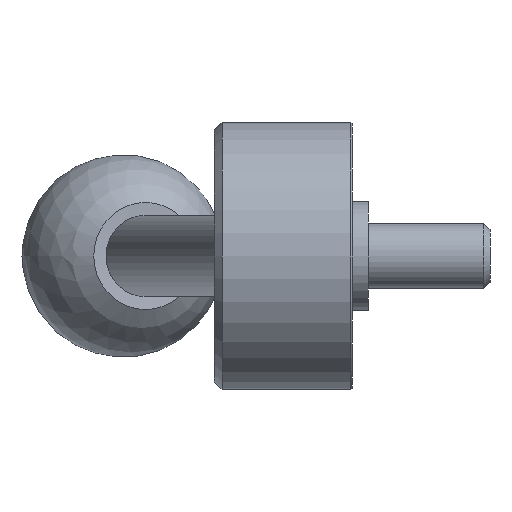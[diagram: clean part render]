
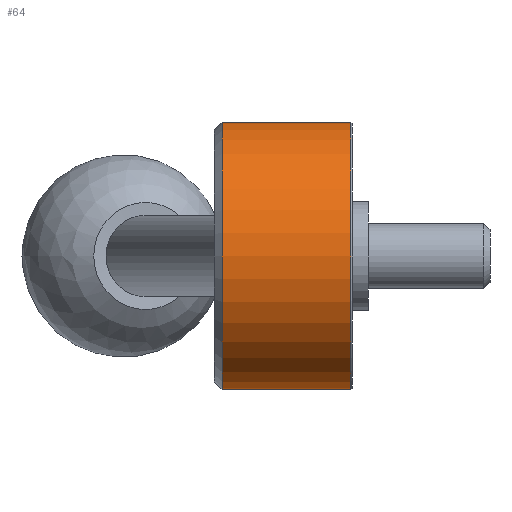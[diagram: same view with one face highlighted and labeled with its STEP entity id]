
A CAD part, left-side view. The second image highlights one B-rep face of the part: STEP entity #64.
In plain terms, the highlighted cylindrical face has radius 16.5 mm (diameter 33 mm), a full revolution.
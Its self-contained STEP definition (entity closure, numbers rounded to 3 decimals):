
#64 = ADVANCED_FACE( '', ( #133, #134, #135 ), #136, .T. );
#133 = FACE_OUTER_BOUND( '', #201, .T. );
#134 = FACE_BOUND( '', #202, .T. );
#135 = FACE_OUTER_BOUND( '', #203, .T. );
#136 = CYLINDRICAL_SURFACE( '', #204, 16.5 );
#201 = EDGE_LOOP( '', ( #293 ) );
#202 = EDGE_LOOP( '', ( #294 ) );
#203 = EDGE_LOOP( '', ( #295 ) );
#204 = AXIS2_PLACEMENT_3D( '', #296, #297, #298 );
#293 = ORIENTED_EDGE( '', *, *, #324, .F. );
#294 = ORIENTED_EDGE( '', *, *, #321, .F. );
#295 = ORIENTED_EDGE( '', *, *, #331, .T. );
#296 = CARTESIAN_POINT( '', ( 0., -15., 0. ) );
#297 = DIRECTION( '', ( 0., 1., 0. ) );
#298 = DIRECTION( '', ( 0., 0., -1. ) );
#321 = EDGE_CURVE( '', #358, #358, #359, .T. );
#324 = EDGE_CURVE( '', #363, #363, #364, .T. );
#331 = EDGE_CURVE( '', #373, #373, #374, .T. );
#358 = VERTEX_POINT( '', #436 );
#359 = B_SPLINE_CURVE_WITH_KNOTS( '', 3, ( #437, #438, #439, #440, #441, #442, #443, #444, #445, #446, #447, #448, #449, #450, #451, #452, #453, #454, #455, #456, #457, #458, #459, #460, #461, #462, #463, #464, #465, #466, #467, #468, #469, #470, #471, #472, #473, #474, #475, #476, #477, #478, #479, #480, #481, #482, #483, #484, #485, #486, #487, #488, #489, #490, #491, #492, #493, #494, #495, #496, #497, #498, #499, #500, #501, #502, #503, #504, #505, #506, #507, #508 ), .UNSPECIFIED., .T., .F., ( 2, 2, 2, 2, 2, 2, 2, 2, 2, 2, 2, 2, 2, 2, 2, 2, 2, 2, 2, 2, 2, 2, 2, 2, 2, 2, 2, 2, 2, 2, 2, 2, 2, 2, 2, 2, 2, 2 ), ( -0.001, 0., 0.001, 0.002, 0.003, 0.004, 0.005, 0.006, 0.006, 0.007, 0.008, 0.009, 0.01, 0.011, 0.012, 0.013, 0.014, 0.015, 0.015, 0.016, 0.017, 0.018, 0.019, 0.02, 0.021, 0.022, 0.023, 0.023, 0.024, 0.025, 0.026, 0.027, 0.028, 0.028, 0.029, 0.03, 0.031, 0.032 ), .UNSPECIFIED. );
#363 = VERTEX_POINT( '', #512 );
#364 = CIRCLE( '', #513, 16.5 );
#373 = VERTEX_POINT( '', #522 );
#374 = CIRCLE( '', #523, 16.5 );
#436 = CARTESIAN_POINT( '', ( 15.724, 12., -5. ) );
#437 = CARTESIAN_POINT( '', ( 15.724, 11.668, -5. ) );
#438 = CARTESIAN_POINT( '', ( 15.724, 12.332, -5. ) );
#439 = CARTESIAN_POINT( '', ( 15.735, 12.659, -4.967 ) );
#440 = CARTESIAN_POINT( '', ( 15.775, 13.301, -4.839 ) );
#441 = CARTESIAN_POINT( '', ( 15.804, 13.619, -4.742 ) );
#442 = CARTESIAN_POINT( '', ( 15.878, 14.224, -4.49 ) );
#443 = CARTESIAN_POINT( '', ( 15.921, 14.51, -4.337 ) );
#444 = CARTESIAN_POINT( '', ( 16.015, 15.052, -3.974 ) );
#445 = CARTESIAN_POINT( '', ( 16.067, 15.307, -3.764 ) );
#446 = CARTESIAN_POINT( '', ( 16.167, 15.765, -3.306 ) );
#447 = CARTESIAN_POINT( '', ( 16.217, 15.971, -3.056 ) );
#448 = CARTESIAN_POINT( '', ( 16.31, 16.337, -2.51 ) );
#449 = CARTESIAN_POINT( '', ( 16.353, 16.491, -2.222 ) );
#450 = CARTESIAN_POINT( '', ( 16.405, 16.679, -1.771 ) );
#451 = CARTESIAN_POINT( '', ( 16.421, 16.734, -1.618 ) );
#452 = CARTESIAN_POINT( '', ( 16.449, 16.83, -1.304 ) );
#453 = CARTESIAN_POINT( '', ( 16.461, 16.871, -1.142 ) );
#454 = CARTESIAN_POINT( '', ( 16.49, 16.968, -0.657 ) );
#455 = CARTESIAN_POINT( '', ( 16.5, 17., -0.332 ) );
#456 = CARTESIAN_POINT( '', ( 16.5, 17., 0.325 ) );
#457 = CARTESIAN_POINT( '', ( 16.49, 16.967, 0.659 ) );
#458 = CARTESIAN_POINT( '', ( 16.452, 16.839, 1.301 ) );
#459 = CARTESIAN_POINT( '', ( 16.424, 16.744, 1.614 ) );
#460 = CARTESIAN_POINT( '', ( 16.353, 16.491, 2.222 ) );
#461 = CARTESIAN_POINT( '', ( 16.31, 16.336, 2.512 ) );
#462 = CARTESIAN_POINT( '', ( 16.218, 15.974, 3.051 ) );
#463 = CARTESIAN_POINT( '', ( 16.167, 15.766, 3.306 ) );
#464 = CARTESIAN_POINT( '', ( 16.066, 15.304, 3.767 ) );
#465 = CARTESIAN_POINT( '', ( 16.016, 15.054, 3.972 ) );
#466 = CARTESIAN_POINT( '', ( 15.922, 14.514, 4.334 ) );
#467 = CARTESIAN_POINT( '', ( 15.877, 14.221, 4.491 ) );
#468 = CARTESIAN_POINT( '', ( 15.804, 13.619, 4.742 ) );
#469 = CARTESIAN_POINT( '', ( 15.775, 13.307, 4.837 ) );
#470 = CARTESIAN_POINT( '', ( 15.745, 12.823, 4.935 ) );
#471 = CARTESIAN_POINT( '', ( 15.737, 12.658, 4.959 ) );
#472 = CARTESIAN_POINT( '', ( 15.727, 12.33, 4.992 ) );
#473 = CARTESIAN_POINT( '', ( 15.724, 12.166, 5. ) );
#474 = CARTESIAN_POINT( '', ( 15.724, 11.675, 5. ) );
#475 = CARTESIAN_POINT( '', ( 15.734, 11.346, 4.968 ) );
#476 = CARTESIAN_POINT( '', ( 15.775, 10.697, 4.839 ) );
#477 = CARTESIAN_POINT( '', ( 15.804, 10.384, 4.743 ) );
#478 = CARTESIAN_POINT( '', ( 15.877, 9.781, 4.493 ) );
#479 = CARTESIAN_POINT( '', ( 15.921, 9.489, 4.336 ) );
#480 = CARTESIAN_POINT( '', ( 16.015, 8.948, 3.974 ) );
#481 = CARTESIAN_POINT( '', ( 16.066, 8.697, 3.768 ) );
#482 = CARTESIAN_POINT( '', ( 16.167, 8.236, 3.307 ) );
#483 = CARTESIAN_POINT( '', ( 16.217, 8.027, 3.053 ) );
#484 = CARTESIAN_POINT( '', ( 16.31, 7.666, 2.514 ) );
#485 = CARTESIAN_POINT( '', ( 16.352, 7.511, 2.227 ) );
#486 = CARTESIAN_POINT( '', ( 16.423, 7.257, 1.617 ) );
#487 = CARTESIAN_POINT( '', ( 16.451, 7.162, 1.304 ) );
#488 = CARTESIAN_POINT( '', ( 16.48, 7.066, 0.824 ) );
#489 = CARTESIAN_POINT( '', ( 16.488, 7.041, 0.661 ) );
#490 = CARTESIAN_POINT( '', ( 16.497, 7.008, 0.333 ) );
#491 = CARTESIAN_POINT( '', ( 16.5, 7., 0.166 ) );
#492 = CARTESIAN_POINT( '', ( 16.5, 7., -0.328 ) );
#493 = CARTESIAN_POINT( '', ( 16.49, 7.032, -0.654 ) );
#494 = CARTESIAN_POINT( '', ( 16.452, 7.16, -1.299 ) );
#495 = CARTESIAN_POINT( '', ( 16.423, 7.258, -1.618 ) );
#496 = CARTESIAN_POINT( '', ( 16.353, 7.508, -2.22 ) );
#497 = CARTESIAN_POINT( '', ( 16.311, 7.662, -2.508 ) );
#498 = CARTESIAN_POINT( '', ( 16.217, 8.028, -3.055 ) );
#499 = CARTESIAN_POINT( '', ( 16.167, 8.234, -3.305 ) );
#500 = CARTESIAN_POINT( '', ( 16.067, 8.693, -3.764 ) );
#501 = CARTESIAN_POINT( '', ( 16.016, 8.947, -3.973 ) );
#502 = CARTESIAN_POINT( '', ( 15.921, 9.489, -4.336 ) );
#503 = CARTESIAN_POINT( '', ( 15.878, 9.775, -4.49 ) );
#504 = CARTESIAN_POINT( '', ( 15.805, 10.378, -4.741 ) );
#505 = CARTESIAN_POINT( '', ( 15.775, 10.698, -4.839 ) );
#506 = CARTESIAN_POINT( '', ( 15.735, 11.341, -4.967 ) );
#507 = CARTESIAN_POINT( '', ( 15.724, 11.668, -5. ) );
#508 = CARTESIAN_POINT( '', ( 15.724, 12.332, -5. ) );
#512 = CARTESIAN_POINT( '', ( 0., 2.2, -16.5 ) );
#513 = AXIS2_PLACEMENT_3D( '', #554, #555, #556 );
#522 = CARTESIAN_POINT( '', ( 0., 18.05, -16.5 ) );
#523 = AXIS2_PLACEMENT_3D( '', #566, #567, #568 );
#554 = CARTESIAN_POINT( '', ( 0., 2.2, 0. ) );
#555 = DIRECTION( '', ( 0., -1., 0. ) );
#556 = DIRECTION( '', ( 0., 0., -1. ) );
#566 = CARTESIAN_POINT( '', ( 0., 18.05, 0. ) );
#567 = DIRECTION( '', ( 0., -1., 0. ) );
#568 = DIRECTION( '', ( 0., 0., -1. ) );
